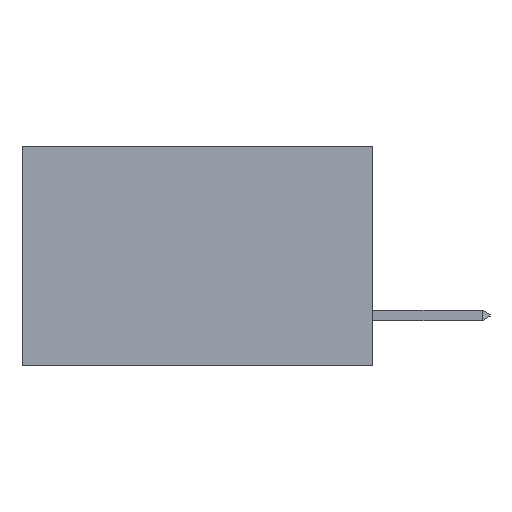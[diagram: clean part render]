
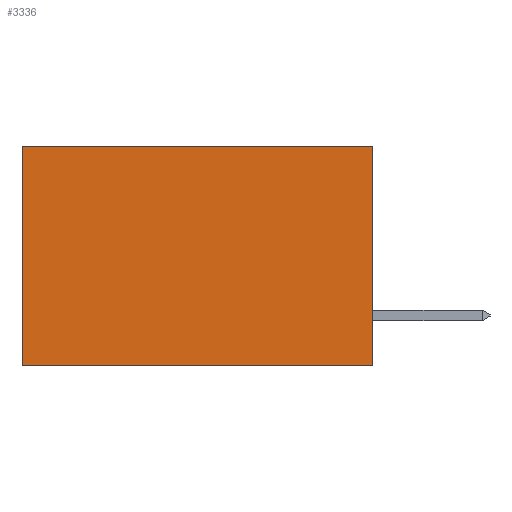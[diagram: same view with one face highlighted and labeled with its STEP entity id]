
A CAD part, left-side view. The second image highlights one B-rep face of the part: STEP entity #3336.
In plain terms, the highlighted planar face has unit normal (-1, 0, 0).
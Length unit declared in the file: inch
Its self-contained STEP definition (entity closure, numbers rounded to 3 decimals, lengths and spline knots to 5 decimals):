
#258 = EDGE_CURVE ( 'NONE', #9621, #888, #968, .T. ) ;
#888 = VERTEX_POINT ( 'NONE', #8759 ) ;
#968 = LINE ( 'NONE', #2208, #7754 ) ;
#1030 = DIRECTION ( 'NONE',  ( 0., 0., -1. ) ) ;
#1082 = CARTESIAN_POINT ( 'NONE',  ( 0.277, 0., 0. ) ) ;
#1298 = EDGE_LOOP ( 'NONE', ( #4268, #4286, #4414, #4476 ) ) ;
#1420 = EDGE_CURVE ( 'NONE', #7549, #9621, #8004, .T. ) ;
#1643 = CARTESIAN_POINT ( 'NONE',  ( 0.277, 0., 0. ) ) ;
#1645 = LINE ( 'NONE', #1643, #10508 ) ;
#1705 = DIRECTION ( 'NONE',  ( 0., 1., 0. ) ) ;
#2096 = CARTESIAN_POINT ( 'NONE',  ( 0.277, 0., -0.37 ) ) ;
#2208 = CARTESIAN_POINT ( 'NONE',  ( 0.277, 0., -0.37 ) ) ;
#2286 = AXIS2_PLACEMENT_3D ( 'NONE', #5670, #5857, #5793 ) ;
#2728 = DIRECTION ( 'NONE',  ( 0., 0., -1. ) ) ;
#2773 = CARTESIAN_POINT ( 'NONE',  ( 0.277, 0.59, -0.37 ) ) ;
#3336 = ADVANCED_FACE ( 'NONE', ( #8206 ), #5633, .F. ) ;
#3352 = VECTOR ( 'NONE', #1030, 39.37008 ) ;
#3465 = CARTESIAN_POINT ( 'NONE',  ( 0.277, 0., -0.37 ) ) ;
#4268 = ORIENTED_EDGE ( 'NONE', *, *, #5229, .T. ) ;
#4286 = ORIENTED_EDGE ( 'NONE', *, *, #258, .F. ) ;
#4414 = ORIENTED_EDGE ( 'NONE', *, *, #1420, .F. ) ;
#4476 = ORIENTED_EDGE ( 'NONE', *, *, #4722, .T. ) ;
#4722 = EDGE_CURVE ( 'NONE', #7549, #6870, #1645, .T. ) ;
#5229 = EDGE_CURVE ( 'NONE', #6870, #888, #10233, .T. ) ;
#5633 = PLANE ( 'NONE',  #2286 ) ;
#5670 = CARTESIAN_POINT ( 'NONE',  ( 0.277, 0., -0.37 ) ) ;
#5793 = DIRECTION ( 'NONE',  ( 0., 0., -1. ) ) ;
#5857 = DIRECTION ( 'NONE',  ( 1., 0., 0. ) ) ;
#6870 = VERTEX_POINT ( 'NONE', #7026 ) ;
#7026 = CARTESIAN_POINT ( 'NONE',  ( 0.277, 0.59, 0. ) ) ;
#7549 = VERTEX_POINT ( 'NONE', #1082 ) ;
#7754 = VECTOR ( 'NONE', #7898, 39.37008 ) ;
#7898 = DIRECTION ( 'NONE',  ( 0., 1., 0. ) ) ;
#8004 = LINE ( 'NONE', #3465, #3352 ) ;
#8206 = FACE_OUTER_BOUND ( 'NONE', #1298, .T. ) ;
#8759 = CARTESIAN_POINT ( 'NONE',  ( 0.277, 0.59, -0.37 ) ) ;
#9621 = VERTEX_POINT ( 'NONE', #2096 ) ;
#9710 = VECTOR ( 'NONE', #2728, 39.37008 ) ;
#10233 = LINE ( 'NONE', #2773, #9710 ) ;
#10508 = VECTOR ( 'NONE', #1705, 39.37008 ) ;
